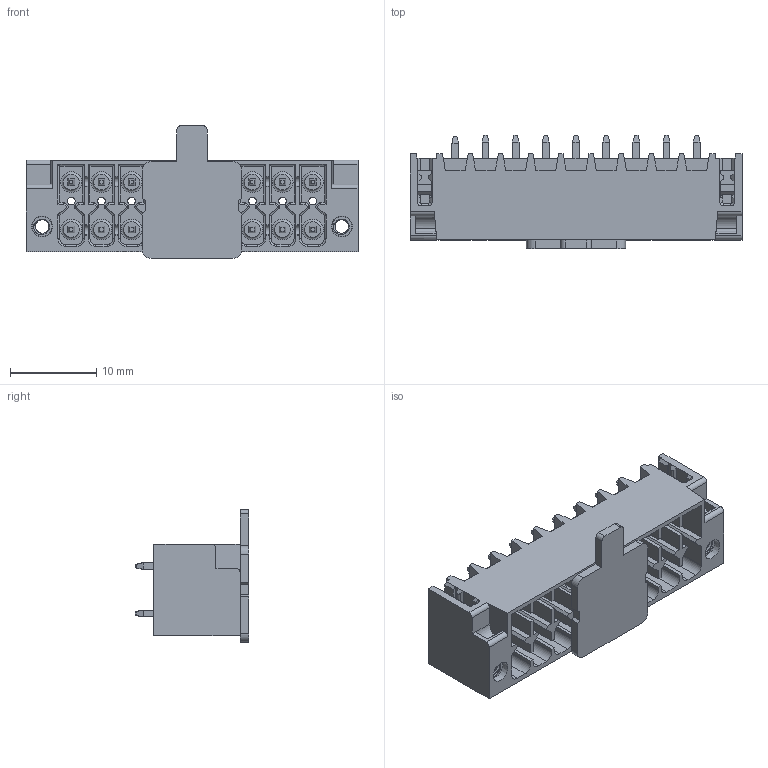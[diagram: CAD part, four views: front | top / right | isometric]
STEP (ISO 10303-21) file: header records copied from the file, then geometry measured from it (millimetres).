
FILE_DESCRIPTION(/* description */ ('Unknown'),/* implementation_level */ '2;1');
FILE_NAME(/* name */ '691778130018',/* time_stamp */ '2024-07-24T15:44:49+02:00',/* author */ ('Unknown'),/* organization */ ('Unknown'),/* preprocessor_version */ 'ST-DEVELOPER v19.4',/* originating_system */ 'Solid Edge',/* authorisation */ 'Unknown');
FILE_SCHEMA (('AUTOMOTIVE_DESIGN {1 0 10303 214 3 1 1}'));
Length unit declared in the file: millimetre
Products named in the file (5): 6917781300xx; 691778130018; 6917781300xx_Pin; 6913781300xx_Nut; 6917781000xx_Cap Odd
Assembly tree (22 placements, depth 2):
  6917781300xx
    691778130018
    6917781300xx_Pin  x18
    6913781300xx_Nut  x2
    6917781000xx_Cap Odd
Bounding box: 38.5 x 13.15 x 15.4 mm (x, y, z)
Volume: 1927.3 mm3; surface area: 5434.9 mm2
Topology: 22 solids, 22 shells, 1150 faces, 2868 edges, 1787 vertices
Faces by surface type: plane 859, cylinder 225, torus 54, cone 8, bspline 4
Full cylindrical faces by diameter (mm): 0.9 x9, 1.83 x18, 2 x4
Entity records: 28124 total; most frequent: CARTESIAN_POINT 5834, ORIENTED_EDGE 4546, DIRECTION 4504, EDGE_CURVE 2273, LINE 1822, VECTOR 1822, VERTEX_POINT 1460, AXIS2_PLACEMENT_3D 1341
